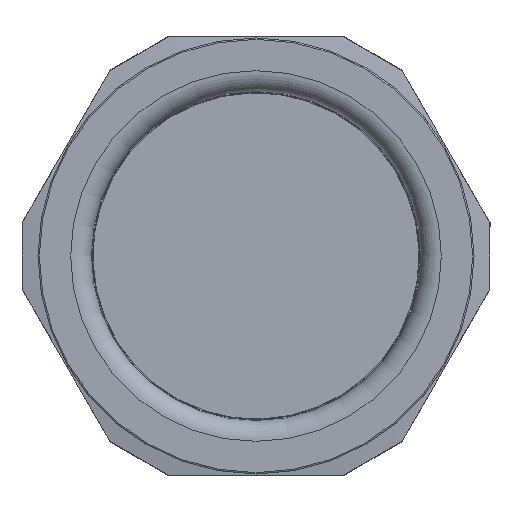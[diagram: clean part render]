
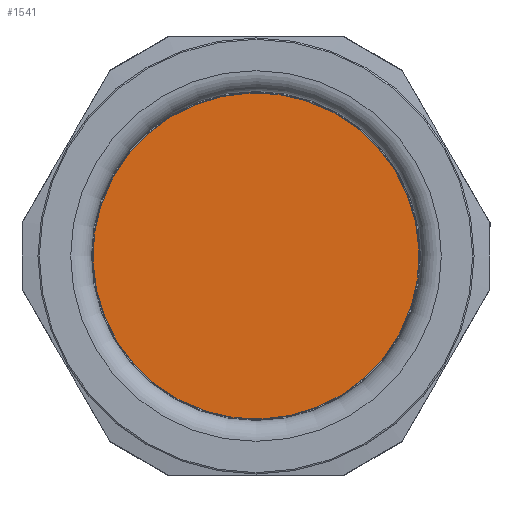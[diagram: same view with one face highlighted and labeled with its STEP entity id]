
A CAD part, left-side view. The second image highlights one B-rep face of the part: STEP entity #1541.
In plain terms, the highlighted planar face has unit normal (-1, 0, 0).
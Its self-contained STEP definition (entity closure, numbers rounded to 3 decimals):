
#211=PLANE('',#1787);
#429=FACE_OUTER_BOUND('',#595,.T.);
#595=EDGE_LOOP('',(#1402));
#665=CIRCLE('',#1763,23.815);
#806=VERTEX_POINT('',#7979);
#1001=EDGE_CURVE('',#806,#806,#665,.T.);
#1402=ORIENTED_EDGE('',*,*,#1001,.F.);
#1541=ADVANCED_FACE('',(#429),#211,.T.);
#1763=AXIS2_PLACEMENT_3D('',#7980,#2148,#2149);
#1787=AXIS2_PLACEMENT_3D('',#8015,#2196,#2197);
#2148=DIRECTION('center_axis',(1.,0.,0.));
#2149=DIRECTION('ref_axis',(0.,0.,-1.));
#2196=DIRECTION('center_axis',(-1.,0.,0.));
#2197=DIRECTION('ref_axis',(0.,0.,1.));
#7979=CARTESIAN_POINT('',(-0.034,23.815,0.));
#7980=CARTESIAN_POINT('Origin',(-0.034,0.,0.));
#8015=CARTESIAN_POINT('Origin',(-0.034,23.815,0.));
